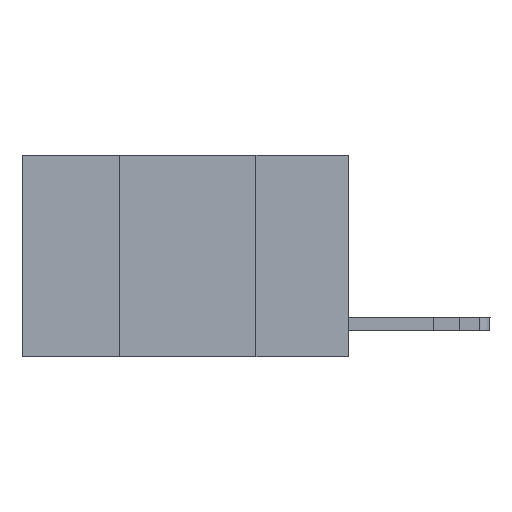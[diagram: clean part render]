
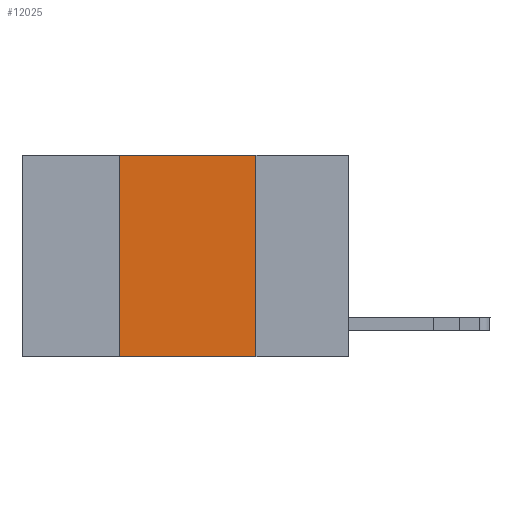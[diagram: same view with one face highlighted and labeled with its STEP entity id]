
A CAD part, left-side view. The second image highlights one B-rep face of the part: STEP entity #12025.
In plain terms, the highlighted planar face has unit normal (-1, 0, 0).
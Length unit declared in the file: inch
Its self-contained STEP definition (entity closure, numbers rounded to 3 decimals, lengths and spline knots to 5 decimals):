
#619 = DIRECTION ( 'NONE',  ( 1., 0., 0. ) ) ;
#899 = FACE_OUTER_BOUND ( 'NONE', #1807, .T. ) ;
#1065 = CARTESIAN_POINT ( 'NONE',  ( 0., 0.42, -0.37 ) ) ;
#1672 = LINE ( 'NONE', #8143, #7271 ) ;
#1807 = EDGE_LOOP ( 'NONE', ( #5172, #8861, #4550, #11669 ) ) ;
#1906 = VECTOR ( 'NONE', #2620, 39.37008 ) ;
#2310 = VERTEX_POINT ( 'NONE', #7583 ) ;
#2620 = DIRECTION ( 'NONE',  ( 0., 0., 1. ) ) ;
#2749 = CARTESIAN_POINT ( 'NONE',  ( 0., 0.42, 0. ) ) ;
#2841 = CARTESIAN_POINT ( 'NONE',  ( 0., 0.17, -0.37 ) ) ;
#4487 = CARTESIAN_POINT ( 'NONE',  ( 0., 0.42, 0. ) ) ;
#4550 = ORIENTED_EDGE ( 'NONE', *, *, #10061, .F. ) ;
#5153 = DIRECTION ( 'NONE',  ( 0., 0., -1. ) ) ;
#5172 = ORIENTED_EDGE ( 'NONE', *, *, #9799, .F. ) ;
#5798 = VECTOR ( 'NONE', #11433, 39.37008 ) ;
#6224 = AXIS2_PLACEMENT_3D ( 'NONE', #8304, #619, #11343 ) ;
#6629 = EDGE_CURVE ( 'NONE', #9001, #2310, #13839, .T. ) ;
#7005 = LINE ( 'NONE', #2749, #1906 ) ;
#7256 = CARTESIAN_POINT ( 'NONE',  ( 0., 0.6, 0. ) ) ;
#7271 = VECTOR ( 'NONE', #12464, 39.37008 ) ;
#7565 = LINE ( 'NONE', #12877, #10432 ) ;
#7583 = CARTESIAN_POINT ( 'NONE',  ( 0., 0.17, 0. ) ) ;
#7931 = EDGE_CURVE ( 'NONE', #10282, #9666, #1672, .T. ) ;
#8143 = CARTESIAN_POINT ( 'NONE',  ( 0., 0.6, -0.37 ) ) ;
#8304 = CARTESIAN_POINT ( 'NONE',  ( 0., 0.6, 0. ) ) ;
#8861 = ORIENTED_EDGE ( 'NONE', *, *, #6629, .F. ) ;
#9001 = VERTEX_POINT ( 'NONE', #4487 ) ;
#9460 = PLANE ( 'NONE',  #6224 ) ;
#9666 = VERTEX_POINT ( 'NONE', #2841 ) ;
#9799 = EDGE_CURVE ( 'NONE', #2310, #9666, #7565, .T. ) ;
#10061 = EDGE_CURVE ( 'NONE', #10282, #9001, #7005, .T. ) ;
#10282 = VERTEX_POINT ( 'NONE', #1065 ) ;
#10432 = VECTOR ( 'NONE', #5153, 39.37008 ) ;
#11343 = DIRECTION ( 'NONE',  ( 0., 0., -1. ) ) ;
#11433 = DIRECTION ( 'NONE',  ( 0., -1., 0. ) ) ;
#11669 = ORIENTED_EDGE ( 'NONE', *, *, #7931, .T. ) ;
#12025 = ADVANCED_FACE ( 'NONE', ( #899 ), #9460, .F. ) ;
#12464 = DIRECTION ( 'NONE',  ( 0., -1., 0. ) ) ;
#12877 = CARTESIAN_POINT ( 'NONE',  ( 0., 0.17, 0. ) ) ;
#13839 = LINE ( 'NONE', #7256, #5798 ) ;
